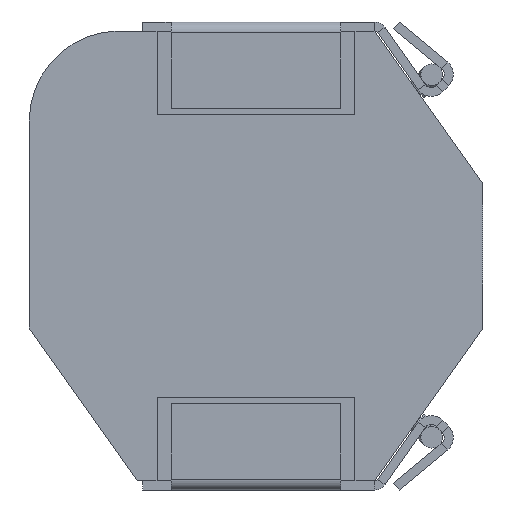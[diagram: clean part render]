
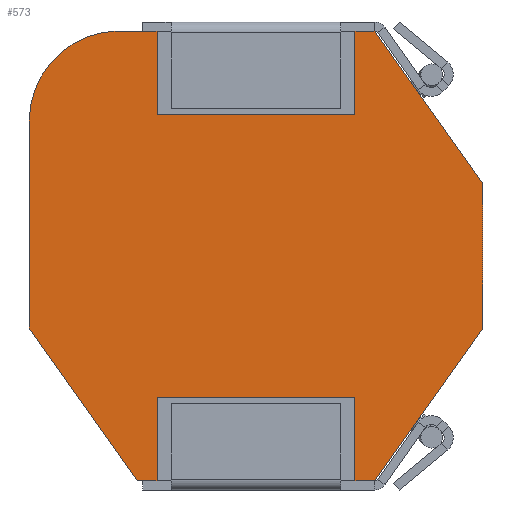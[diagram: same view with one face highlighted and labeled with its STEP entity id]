
A CAD part, front view. The second image highlights one B-rep face of the part: STEP entity #573.
In plain terms, the highlighted planar face has unit normal (0, -1, 0).
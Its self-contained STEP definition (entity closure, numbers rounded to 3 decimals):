
#73 = DIRECTION ( 'NONE',  ( 0., 0., -1. ) ) ;
#131 = DIRECTION ( 'NONE',  ( 0.577, 0., -0.817 ) ) ;
#154 = VECTOR ( 'NONE', #2311, 1000. ) ;
#196 = DIRECTION ( 'NONE',  ( 0., 0., 1. ) ) ;
#202 = LINE ( 'NONE', #5119, #1161 ) ;
#241 = EDGE_CURVE ( 'NONE', #4460, #1850, #2618, .T. ) ;
#415 = EDGE_CURVE ( 'NONE', #998, #4528, #4304, .T. ) ;
#435 = ORIENTED_EDGE ( 'NONE', *, *, #3416, .T. ) ;
#456 = CARTESIAN_POINT ( 'NONE',  ( 5.147, 0.05, 3.633 ) ) ;
#476 = CARTESIAN_POINT ( 'NONE',  ( -6.3, 0.05, 6.25 ) ) ;
#481 = CARTESIAN_POINT ( 'NONE',  ( -6.3, 0.05, 3.75 ) ) ;
#524 = DIRECTION ( 'NONE',  ( -1., 0., 0. ) ) ;
#573 = ADVANCED_FACE ( 'NONE', ( #1824 ), #599, .F. ) ;
#599 = PLANE ( 'NONE',  #5658 ) ;
#617 = CARTESIAN_POINT ( 'NONE',  ( -6.3, 0.05, -6.25 ) ) ;
#796 = DIRECTION ( 'NONE',  ( -1., 0., 0. ) ) ;
#828 = LINE ( 'NONE', #2524, #3834 ) ;
#856 = ORIENTED_EDGE ( 'NONE', *, *, #5390, .F. ) ;
#960 = DIRECTION ( 'NONE',  ( 1., 0., 0. ) ) ;
#978 = VECTOR ( 'NONE', #5420, 1000. ) ;
#998 = VERTEX_POINT ( 'NONE', #1750 ) ;
#1009 = LINE ( 'NONE', #3578, #4503 ) ;
#1078 = LINE ( 'NONE', #2337, #3218 ) ;
#1124 = EDGE_CURVE ( 'NONE', #1978, #4460, #3801, .T. ) ;
#1136 = EDGE_CURVE ( 'NONE', #5724, #4037, #2095, .T. ) ;
#1140 = ORIENTED_EDGE ( 'NONE', *, *, #1178, .T. ) ;
#1150 = EDGE_CURVE ( 'NONE', #2507, #1978, #202, .T. ) ;
#1161 = VECTOR ( 'NONE', #2418, 1000. ) ;
#1178 = EDGE_CURVE ( 'NONE', #1368, #2837, #4231, .T. ) ;
#1368 = VERTEX_POINT ( 'NONE', #4178 ) ;
#1391 = VECTOR ( 'NONE', #131, 1000. ) ;
#1535 = DIRECTION ( 'NONE',  ( 1., 0., 0. ) ) ;
#1571 = DIRECTION ( 'NONE',  ( 0., -1., 0. ) ) ;
#1628 = DIRECTION ( 'NONE',  ( 0., 0., 1. ) ) ;
#1645 = EDGE_CURVE ( 'NONE', #5724, #2837, #4924, .T. ) ;
#1671 = CARTESIAN_POINT ( 'NONE',  ( 2.75, 0.05, 3.931 ) ) ;
#1714 = CARTESIAN_POINT ( 'NONE',  ( 2.75, 0.05, 6.25 ) ) ;
#1730 = VECTOR ( 'NONE', #1996, 1000. ) ;
#1750 = CARTESIAN_POINT ( 'NONE',  ( 2.75, 0.05, -6.25 ) ) ;
#1769 = LINE ( 'NONE', #476, #978 ) ;
#1772 = VERTEX_POINT ( 'NONE', #5460 ) ;
#1824 = FACE_OUTER_BOUND ( 'NONE', #2865, .T. ) ;
#1850 = VERTEX_POINT ( 'NONE', #1714 ) ;
#1960 = VECTOR ( 'NONE', #1535, 1000. ) ;
#1978 = VERTEX_POINT ( 'NONE', #4265 ) ;
#1991 = VECTOR ( 'NONE', #960, 1000. ) ;
#1996 = DIRECTION ( 'NONE',  ( 0., 0., 1. ) ) ;
#2032 = CARTESIAN_POINT ( 'NONE',  ( 3.3, 0.05, -6.25 ) ) ;
#2043 = CARTESIAN_POINT ( 'NONE',  ( 2.75, 0.05, -3.931 ) ) ;
#2095 = LINE ( 'NONE', #5139, #1391 ) ;
#2155 = ORIENTED_EDGE ( 'NONE', *, *, #1150, .F. ) ;
#2311 = DIRECTION ( 'NONE',  ( -0.577, 0., 0.817 ) ) ;
#2337 = CARTESIAN_POINT ( 'NONE',  ( 6.3, 0.05, -6.25 ) ) ;
#2358 = VECTOR ( 'NONE', #524, 1000. ) ;
#2370 = VERTEX_POINT ( 'NONE', #2870 ) ;
#2418 = DIRECTION ( 'NONE',  ( 0., 0., -1. ) ) ;
#2425 = ORIENTED_EDGE ( 'NONE', *, *, #1124, .F. ) ;
#2458 = CARTESIAN_POINT ( 'NONE',  ( 2.75, 0.05, 3.931 ) ) ;
#2507 = VERTEX_POINT ( 'NONE', #5260 ) ;
#2524 = CARTESIAN_POINT ( 'NONE',  ( -6.3, 0.05, -6.25 ) ) ;
#2618 = LINE ( 'NONE', #1671, #4799 ) ;
#2636 = ORIENTED_EDGE ( 'NONE', *, *, #5183, .F. ) ;
#2729 = EDGE_CURVE ( 'NONE', #4528, #3843, #1009, .T. ) ;
#2768 = EDGE_CURVE ( 'NONE', #3196, #1772, #1078, .T. ) ;
#2827 = LINE ( 'NONE', #5590, #2358 ) ;
#2837 = VERTEX_POINT ( 'NONE', #481 ) ;
#2865 = EDGE_LOOP ( 'NONE', ( #4746, #1140, #5862, #3567, #3727, #2636, #3466, #5421, #856, #2979, #2951, #435, #5770, #4382, #2425, #2155 ) ) ;
#2870 = CARTESIAN_POINT ( 'NONE',  ( -2.75, 0.05, -6.25 ) ) ;
#2885 = CARTESIAN_POINT ( 'NONE',  ( 0., 0.05, 0. ) ) ;
#2951 = ORIENTED_EDGE ( 'NONE', *, *, #2768, .F. ) ;
#2979 = ORIENTED_EDGE ( 'NONE', *, *, #4328, .T. ) ;
#3035 = VERTEX_POINT ( 'NONE', #2032 ) ;
#3196 = VERTEX_POINT ( 'NONE', #5779 ) ;
#3218 = VECTOR ( 'NONE', #73, 1000. ) ;
#3250 = LINE ( 'NONE', #4085, #4958 ) ;
#3416 = EDGE_CURVE ( 'NONE', #3196, #4764, #3609, .T. ) ;
#3425 = CARTESIAN_POINT ( 'NONE',  ( -3.8, 0.05, 3.75 ) ) ;
#3466 = ORIENTED_EDGE ( 'NONE', *, *, #2729, .F. ) ;
#3567 = ORIENTED_EDGE ( 'NONE', *, *, #1136, .T. ) ;
#3578 = CARTESIAN_POINT ( 'NONE',  ( 2.75, 0.05, -3.931 ) ) ;
#3595 = CARTESIAN_POINT ( 'NONE',  ( -2.75, 0.05, -3.931 ) ) ;
#3609 = LINE ( 'NONE', #456, #154 ) ;
#3727 = ORIENTED_EDGE ( 'NONE', *, *, #4594, .F. ) ;
#3763 = CARTESIAN_POINT ( 'NONE',  ( 2.75, 0.05, 3.931 ) ) ;
#3801 = LINE ( 'NONE', #3763, #1960 ) ;
#3826 = DIRECTION ( 'NONE',  ( 0., 1., 0. ) ) ;
#3834 = VECTOR ( 'NONE', #5214, 1000. ) ;
#3841 = EDGE_CURVE ( 'NONE', #1850, #4764, #1769, .T. ) ;
#3843 = VERTEX_POINT ( 'NONE', #3595 ) ;
#3992 = DIRECTION ( 'NONE',  ( 0., 0., -1. ) ) ;
#4037 = VERTEX_POINT ( 'NONE', #4765 ) ;
#4085 = CARTESIAN_POINT ( 'NONE',  ( 5.147, 0.05, -3.633 ) ) ;
#4178 = CARTESIAN_POINT ( 'NONE',  ( -3.8, 0.05, 6.25 ) ) ;
#4231 = CIRCLE ( 'NONE', #4374, 2.5 ) ;
#4253 = LINE ( 'NONE', #5069, #1991 ) ;
#4265 = CARTESIAN_POINT ( 'NONE',  ( -2.75, 0.05, 3.931 ) ) ;
#4304 = LINE ( 'NONE', #5018, #5674 ) ;
#4328 = EDGE_CURVE ( 'NONE', #3035, #1772, #3250, .T. ) ;
#4369 = EDGE_CURVE ( 'NONE', #1368, #2507, #4253, .T. ) ;
#4374 = AXIS2_PLACEMENT_3D ( 'NONE', #3425, #1571, #1628 ) ;
#4382 = ORIENTED_EDGE ( 'NONE', *, *, #241, .F. ) ;
#4387 = CARTESIAN_POINT ( 'NONE',  ( -6.3, 0.05, -2. ) ) ;
#4397 = CARTESIAN_POINT ( 'NONE',  ( -2.75, 0.05, -3.931 ) ) ;
#4460 = VERTEX_POINT ( 'NONE', #2458 ) ;
#4503 = VECTOR ( 'NONE', #796, 1000. ) ;
#4528 = VERTEX_POINT ( 'NONE', #2043 ) ;
#4594 = EDGE_CURVE ( 'NONE', #2370, #4037, #828, .T. ) ;
#4746 = ORIENTED_EDGE ( 'NONE', *, *, #4369, .F. ) ;
#4764 = VERTEX_POINT ( 'NONE', #5262 ) ;
#4765 = CARTESIAN_POINT ( 'NONE',  ( -3.3, 0.05, -6.25 ) ) ;
#4799 = VECTOR ( 'NONE', #4873, 1000. ) ;
#4873 = DIRECTION ( 'NONE',  ( 0., 0., 1. ) ) ;
#4924 = LINE ( 'NONE', #617, #1730 ) ;
#4958 = VECTOR ( 'NONE', #5575, 1000. ) ;
#5018 = CARTESIAN_POINT ( 'NONE',  ( 2.75, 0.05, -3.931 ) ) ;
#5069 = CARTESIAN_POINT ( 'NONE',  ( -6.3, 0.05, 6.25 ) ) ;
#5105 = LINE ( 'NONE', #4397, #5611 ) ;
#5119 = CARTESIAN_POINT ( 'NONE',  ( -2.75, 0.05, 3.931 ) ) ;
#5139 = CARTESIAN_POINT ( 'NONE',  ( -5.147, 0.05, -3.633 ) ) ;
#5183 = EDGE_CURVE ( 'NONE', #3843, #2370, #5105, .T. ) ;
#5214 = DIRECTION ( 'NONE',  ( -1., 0., 0. ) ) ;
#5260 = CARTESIAN_POINT ( 'NONE',  ( -2.75, 0.05, 6.25 ) ) ;
#5262 = CARTESIAN_POINT ( 'NONE',  ( 3.3, 0.05, 6.25 ) ) ;
#5390 = EDGE_CURVE ( 'NONE', #3035, #998, #2827, .T. ) ;
#5420 = DIRECTION ( 'NONE',  ( 1., 0., 0. ) ) ;
#5421 = ORIENTED_EDGE ( 'NONE', *, *, #415, .F. ) ;
#5460 = CARTESIAN_POINT ( 'NONE',  ( 6.3, 0.05, -2. ) ) ;
#5503 = DIRECTION ( 'NONE',  ( 0., 0., 1. ) ) ;
#5575 = DIRECTION ( 'NONE',  ( 0.577, 0., 0.817 ) ) ;
#5590 = CARTESIAN_POINT ( 'NONE',  ( -6.3, 0.05, -6.25 ) ) ;
#5611 = VECTOR ( 'NONE', #3992, 1000. ) ;
#5658 = AXIS2_PLACEMENT_3D ( 'NONE', #2885, #3826, #196 ) ;
#5674 = VECTOR ( 'NONE', #5503, 1000. ) ;
#5724 = VERTEX_POINT ( 'NONE', #4387 ) ;
#5770 = ORIENTED_EDGE ( 'NONE', *, *, #3841, .F. ) ;
#5779 = CARTESIAN_POINT ( 'NONE',  ( 6.3, 0.05, 2. ) ) ;
#5862 = ORIENTED_EDGE ( 'NONE', *, *, #1645, .F. ) ;
